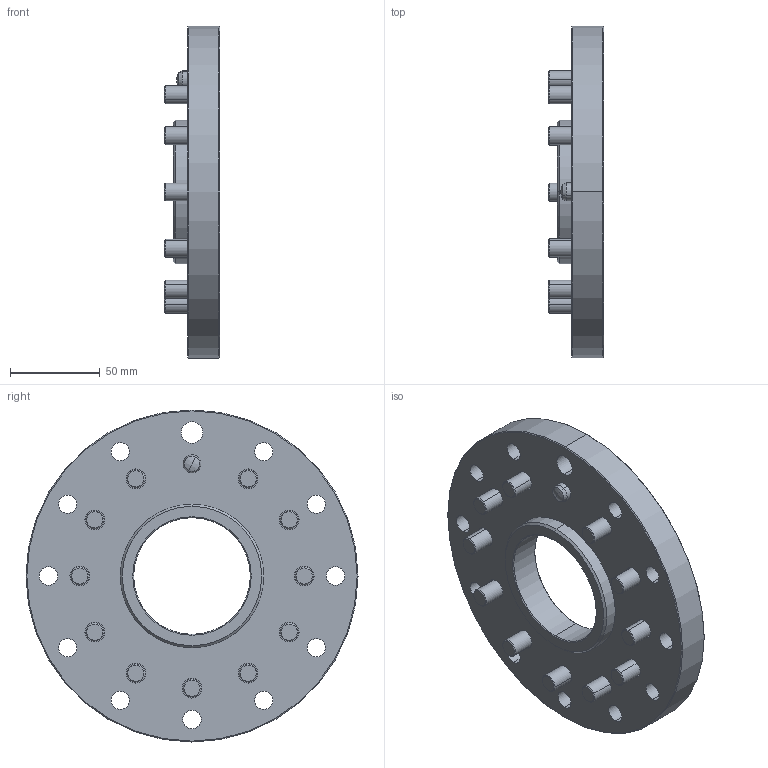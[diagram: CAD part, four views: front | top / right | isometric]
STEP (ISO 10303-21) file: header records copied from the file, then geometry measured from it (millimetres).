
FILE_DESCRIPTION (( 'STEP AP214' ), '1' );
FILE_NAME ('P4512.STEP', '2022-09-02T06:51:29', ( '' ), ( '' ), 'SwSTEP 2.0', 'SolidWorks 2021', '' );
FILE_SCHEMA (( 'AUTOMOTIVE_DESIGN' ));
Length unit declared in the file: millimetre
Products named in the file (1): P4512
Bounding box: 31 x 185 x 185 mm (x, y, z)
Volume: 378282.7 mm3; surface area: 97043.3 mm2
Topology: 13 solids, 13 shells, 311 faces, 690 edges, 440 vertices
Faces by surface type: plane 125, cylinder 124, cone 36, torus 22, sphere 4
Entity records: 12319 total; most frequent: DIRECTION 1646, CARTESIAN_POINT 1442, ORIENTED_EDGE 1380, EDGE_CURVE 690, AXIS2_PLACEMENT_3D 644, VERTEX_POINT 440, EDGE_LOOP 396, VECTOR 358
